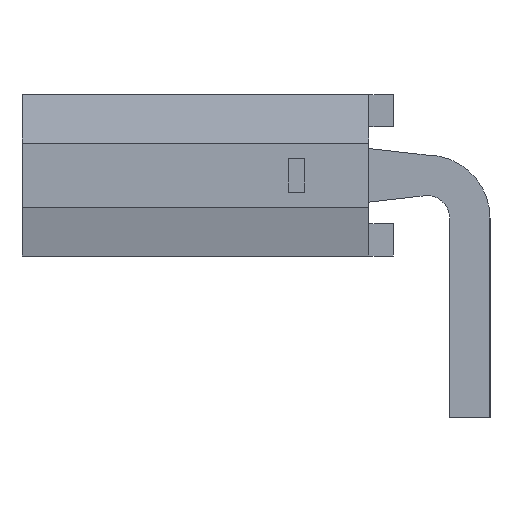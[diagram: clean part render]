
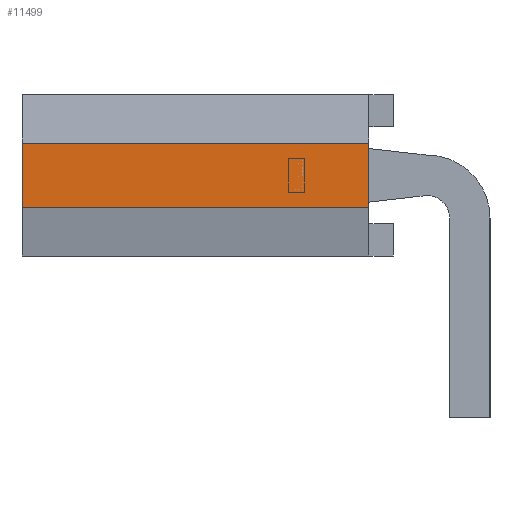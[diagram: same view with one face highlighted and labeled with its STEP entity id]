
A CAD part, left-side view. The second image highlights one B-rep face of the part: STEP entity #11499.
In plain terms, the highlighted planar face has unit normal (-1, 0, 0).
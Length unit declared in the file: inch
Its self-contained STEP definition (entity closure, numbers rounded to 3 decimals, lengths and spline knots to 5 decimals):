
#335=FACE_OUTER_BOUND('',#933,.T.);
#933=EDGE_LOOP('',(#7519,#7520,#7521,#7522));
#1545=LINE('',#16068,#3089);
#1546=LINE('',#16070,#3090);
#1547=LINE('',#16072,#3091);
#1548=LINE('',#16073,#3092);
#3089=VECTOR('',#12927,0.3937);
#3090=VECTOR('',#12928,39.37008);
#3091=VECTOR('',#12929,0.3937);
#3092=VECTOR('',#12930,39.37008);
#4633=VERTEX_POINT('',#16066);
#4634=VERTEX_POINT('',#16067);
#4635=VERTEX_POINT('',#16069);
#4636=VERTEX_POINT('',#16071);
#5779=EDGE_CURVE('',#4633,#4634,#1545,.T.);
#5780=EDGE_CURVE('',#4635,#4633,#1546,.T.);
#5781=EDGE_CURVE('',#4636,#4635,#1547,.T.);
#5782=EDGE_CURVE('',#4636,#4634,#1548,.T.);
#7519=ORIENTED_EDGE('',*,*,#5779,.F.);
#7520=ORIENTED_EDGE('',*,*,#5780,.F.);
#7521=ORIENTED_EDGE('',*,*,#5781,.F.);
#7522=ORIENTED_EDGE('',*,*,#5782,.T.);
#10999=PLANE('',#12124);
#11499=ADVANCED_FACE('',(#335),#10999,.F.);
#12124=AXIS2_PLACEMENT_3D('',#16065,#12925,#12926);
#12925=DIRECTION('center_axis',(1.,0.,0.));
#12926=DIRECTION('ref_axis',(0.,0.,-1.));
#12927=DIRECTION('',(0.,0.,-1.));
#12928=DIRECTION('',(0.,-1.,0.));
#12929=DIRECTION('',(0.,0.,1.));
#12930=DIRECTION('',(0.,-1.,0.));
#16065=CARTESIAN_POINT('Origin',(0.9,0.115,0.));
#16066=CARTESIAN_POINT('',(0.9,0.015,0.02));
#16067=CARTESIAN_POINT('',(0.9,0.015,-0.02));
#16068=CARTESIAN_POINT('',(0.9,0.015,0.025));
#16069=CARTESIAN_POINT('',(0.9,0.23,0.02));
#16070=CARTESIAN_POINT('',(0.9,0.23,0.02));
#16071=CARTESIAN_POINT('',(0.9,0.23,-0.02));
#16072=CARTESIAN_POINT('',(0.9,0.23,0.));
#16073=CARTESIAN_POINT('',(0.9,0.23,-0.02));
